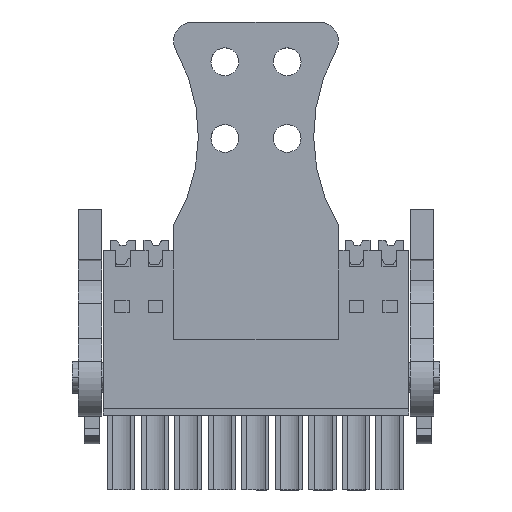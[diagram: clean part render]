
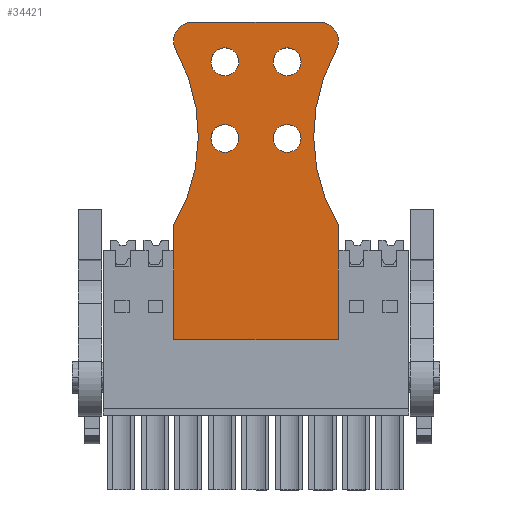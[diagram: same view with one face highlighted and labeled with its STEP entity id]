
A CAD part, front view. The second image highlights one B-rep face of the part: STEP entity #34421.
In plain terms, the highlighted planar face has unit normal (0, -1, 0).
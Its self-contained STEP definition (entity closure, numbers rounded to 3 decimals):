
#34281=AXIS2_PLACEMENT_3D('Plane Axis2P3D',#34278,#34279,#34280) ;
#34301=AXIS2_PLACEMENT_3D('Circle Axis2P3D',#34299,#34300,$) ;
#34308=AXIS2_PLACEMENT_3D('Circle Axis2P3D',#34306,#34307,$) ;
#34322=AXIS2_PLACEMENT_3D('Circle Axis2P3D',#34320,#34321,$) ;
#34329=AXIS2_PLACEMENT_3D('Circle Axis2P3D',#34327,#34328,$) ;
#34351=AXIS2_PLACEMENT_3D('Circle Axis2P3D',#34349,#34350,$) ;
#34360=AXIS2_PLACEMENT_3D('Circle Axis2P3D',#34358,#34359,$) ;
#34369=AXIS2_PLACEMENT_3D('Circle Axis2P3D',#34367,#34368,$) ;
#34378=AXIS2_PLACEMENT_3D('Circle Axis2P3D',#34376,#34377,$) ;
#34387=AXIS2_PLACEMENT_3D('Circle Axis2P3D',#34385,#34386,$) ;
#34396=AXIS2_PLACEMENT_3D('Circle Axis2P3D',#34394,#34395,$) ;
#34405=AXIS2_PLACEMENT_3D('Circle Axis2P3D',#34403,#34404,$) ;
#34414=AXIS2_PLACEMENT_3D('Circle Axis2P3D',#34412,#34413,$) ;
#34278=CARTESIAN_POINT('Axis2P3D Location',(5.25,0.,0.)) ;
#34283=CARTESIAN_POINT('Line Origine',(19.2,0.,15.7)) ;
#34287=CARTESIAN_POINT('Vertex',(10.64,0.,15.7)) ;
#34289=CARTESIAN_POINT('Vertex',(27.76,0.,15.7)) ;
#34292=CARTESIAN_POINT('Line Origine',(27.76,0.,21.7)) ;
#34296=CARTESIAN_POINT('Vertex',(27.76,0.,27.701)) ;
#34299=CARTESIAN_POINT('Axis2P3D Location',(43.415,0.,36.973)) ;
#34303=CARTESIAN_POINT('Vertex',(27.544,0.,45.872)) ;
#34306=CARTESIAN_POINT('Axis2P3D Location',(25.8,0.,46.85)) ;
#34310=CARTESIAN_POINT('Vertex',(25.8,0.,48.85)) ;
#34313=CARTESIAN_POINT('Line Origine',(19.2,0.,48.85)) ;
#34317=CARTESIAN_POINT('Vertex',(12.6,0.,48.85)) ;
#34320=CARTESIAN_POINT('Axis2P3D Location',(12.6,0.,46.85)) ;
#34324=CARTESIAN_POINT('Vertex',(10.856,0.,45.872)) ;
#34327=CARTESIAN_POINT('Axis2P3D Location',(-5.015,0.,36.973)) ;
#34331=CARTESIAN_POINT('Vertex',(10.64,0.,27.701)) ;
#34334=CARTESIAN_POINT('Line Origine',(10.64,0.,21.7)) ;
#34349=CARTESIAN_POINT('Axis2P3D Location',(22.45,0.,44.7)) ;
#34353=CARTESIAN_POINT('Vertex',(21.,0.,44.7)) ;
#34355=CARTESIAN_POINT('Vertex',(23.9,0.,44.7)) ;
#34358=CARTESIAN_POINT('Axis2P3D Location',(22.45,0.,44.7)) ;
#34367=CARTESIAN_POINT('Axis2P3D Location',(15.95,0.,44.7)) ;
#34371=CARTESIAN_POINT('Vertex',(14.5,0.,44.7)) ;
#34373=CARTESIAN_POINT('Vertex',(17.4,0.,44.7)) ;
#34376=CARTESIAN_POINT('Axis2P3D Location',(15.95,0.,44.7)) ;
#34385=CARTESIAN_POINT('Axis2P3D Location',(15.95,0.,36.7)) ;
#34389=CARTESIAN_POINT('Vertex',(14.5,0.,36.7)) ;
#34391=CARTESIAN_POINT('Vertex',(17.4,0.,36.7)) ;
#34394=CARTESIAN_POINT('Axis2P3D Location',(15.95,0.,36.7)) ;
#34403=CARTESIAN_POINT('Axis2P3D Location',(22.45,0.,36.7)) ;
#34407=CARTESIAN_POINT('Vertex',(21.,0.,36.7)) ;
#34409=CARTESIAN_POINT('Vertex',(23.9,0.,36.7)) ;
#34412=CARTESIAN_POINT('Axis2P3D Location',(22.45,0.,36.7)) ;
#34279=DIRECTION('Axis2P3D Direction',(0.,-1.,0.)) ;
#34280=DIRECTION('Axis2P3D XDirection',(1.,0.,0.)) ;
#34284=DIRECTION('Vector Direction',(1.,0.,0.)) ;
#34293=DIRECTION('Vector Direction',(0.,0.,-1.)) ;
#34300=DIRECTION('Axis2P3D Direction',(0.,-1.,0.)) ;
#34307=DIRECTION('Axis2P3D Direction',(0.,-1.,0.)) ;
#34314=DIRECTION('Vector Direction',(-1.,0.,0.)) ;
#34321=DIRECTION('Axis2P3D Direction',(0.,-1.,0.)) ;
#34328=DIRECTION('Axis2P3D Direction',(0.,-1.,0.)) ;
#34335=DIRECTION('Vector Direction',(0.,0.,1.)) ;
#34350=DIRECTION('Axis2P3D Direction',(0.,-1.,0.)) ;
#34359=DIRECTION('Axis2P3D Direction',(0.,-1.,0.)) ;
#34368=DIRECTION('Axis2P3D Direction',(0.,-1.,0.)) ;
#34377=DIRECTION('Axis2P3D Direction',(0.,-1.,0.)) ;
#34386=DIRECTION('Axis2P3D Direction',(0.,-1.,0.)) ;
#34395=DIRECTION('Axis2P3D Direction',(0.,-1.,0.)) ;
#34404=DIRECTION('Axis2P3D Direction',(0.,-1.,0.)) ;
#34413=DIRECTION('Axis2P3D Direction',(0.,-1.,0.)) ;
#34285=VECTOR('Line Direction',#34284,1.) ;
#34294=VECTOR('Line Direction',#34293,1.) ;
#34315=VECTOR('Line Direction',#34314,1.) ;
#34336=VECTOR('Line Direction',#34335,1.) ;
#34340=ORIENTED_EDGE('',*,*,#34291,.T.) ;
#34341=ORIENTED_EDGE('',*,*,#34298,.T.) ;
#34342=ORIENTED_EDGE('',*,*,#34305,.T.) ;
#34343=ORIENTED_EDGE('',*,*,#34312,.T.) ;
#34344=ORIENTED_EDGE('',*,*,#34319,.T.) ;
#34345=ORIENTED_EDGE('',*,*,#34326,.T.) ;
#34346=ORIENTED_EDGE('',*,*,#34333,.T.) ;
#34347=ORIENTED_EDGE('',*,*,#34338,.T.) ;
#34364=ORIENTED_EDGE('',*,*,#34357,.F.) ;
#34365=ORIENTED_EDGE('',*,*,#34362,.F.) ;
#34382=ORIENTED_EDGE('',*,*,#34375,.F.) ;
#34383=ORIENTED_EDGE('',*,*,#34380,.F.) ;
#34400=ORIENTED_EDGE('',*,*,#34393,.F.) ;
#34401=ORIENTED_EDGE('',*,*,#34398,.F.) ;
#34418=ORIENTED_EDGE('',*,*,#34411,.F.) ;
#34419=ORIENTED_EDGE('',*,*,#34416,.F.) ;
#34366=FACE_BOUND('',#34363,.T.) ;
#34384=FACE_BOUND('',#34381,.T.) ;
#34402=FACE_BOUND('',#34399,.T.) ;
#34420=FACE_BOUND('',#34417,.T.) ;
#34421=ADVANCED_FACE('Strain relief',(#34348,#34366,#34384,#34402,#34420),#34282,.T.) ;
#34302=CIRCLE('generated circle',#34301,18.195) ;
#34309=CIRCLE('generated circle',#34308,2.) ;
#34323=CIRCLE('generated circle',#34322,2.) ;
#34330=CIRCLE('generated circle',#34329,18.195) ;
#34352=CIRCLE('generated circle',#34351,1.45) ;
#34361=CIRCLE('generated circle',#34360,1.45) ;
#34370=CIRCLE('generated circle',#34369,1.45) ;
#34379=CIRCLE('generated circle',#34378,1.45) ;
#34388=CIRCLE('generated circle',#34387,1.45) ;
#34397=CIRCLE('generated circle',#34396,1.45) ;
#34406=CIRCLE('generated circle',#34405,1.45) ;
#34415=CIRCLE('generated circle',#34414,1.45) ;
#34291=EDGE_CURVE('',#34288,#34290,#34286,.T.) ;
#34298=EDGE_CURVE('',#34290,#34297,#34295,.F.) ;
#34305=EDGE_CURVE('',#34297,#34304,#34302,.F.) ;
#34312=EDGE_CURVE('',#34304,#34311,#34309,.T.) ;
#34319=EDGE_CURVE('',#34311,#34318,#34316,.T.) ;
#34326=EDGE_CURVE('',#34318,#34325,#34323,.T.) ;
#34333=EDGE_CURVE('',#34325,#34332,#34330,.F.) ;
#34338=EDGE_CURVE('',#34332,#34288,#34337,.F.) ;
#34357=EDGE_CURVE('',#34354,#34356,#34352,.T.) ;
#34362=EDGE_CURVE('',#34356,#34354,#34361,.T.) ;
#34375=EDGE_CURVE('',#34372,#34374,#34370,.T.) ;
#34380=EDGE_CURVE('',#34374,#34372,#34379,.T.) ;
#34393=EDGE_CURVE('',#34390,#34392,#34388,.T.) ;
#34398=EDGE_CURVE('',#34392,#34390,#34397,.T.) ;
#34411=EDGE_CURVE('',#34408,#34410,#34406,.T.) ;
#34416=EDGE_CURVE('',#34410,#34408,#34415,.T.) ;
#34339=EDGE_LOOP('',(#34340,#34341,#34342,#34343,#34344,#34345,#34346,#34347)) ;
#34363=EDGE_LOOP('',(#34364,#34365)) ;
#34381=EDGE_LOOP('',(#34382,#34383)) ;
#34399=EDGE_LOOP('',(#34400,#34401)) ;
#34417=EDGE_LOOP('',(#34418,#34419)) ;
#34348=FACE_OUTER_BOUND('',#34339,.T.) ;
#34286=LINE('Line',#34283,#34285) ;
#34295=LINE('Line',#34292,#34294) ;
#34316=LINE('Line',#34313,#34315) ;
#34337=LINE('Line',#34334,#34336) ;
#34282=PLANE('',#34281) ;
#34288=VERTEX_POINT('',#34287) ;
#34290=VERTEX_POINT('',#34289) ;
#34297=VERTEX_POINT('',#34296) ;
#34304=VERTEX_POINT('',#34303) ;
#34311=VERTEX_POINT('',#34310) ;
#34318=VERTEX_POINT('',#34317) ;
#34325=VERTEX_POINT('',#34324) ;
#34332=VERTEX_POINT('',#34331) ;
#34354=VERTEX_POINT('',#34353) ;
#34356=VERTEX_POINT('',#34355) ;
#34372=VERTEX_POINT('',#34371) ;
#34374=VERTEX_POINT('',#34373) ;
#34390=VERTEX_POINT('',#34389) ;
#34392=VERTEX_POINT('',#34391) ;
#34408=VERTEX_POINT('',#34407) ;
#34410=VERTEX_POINT('',#34409) ;
